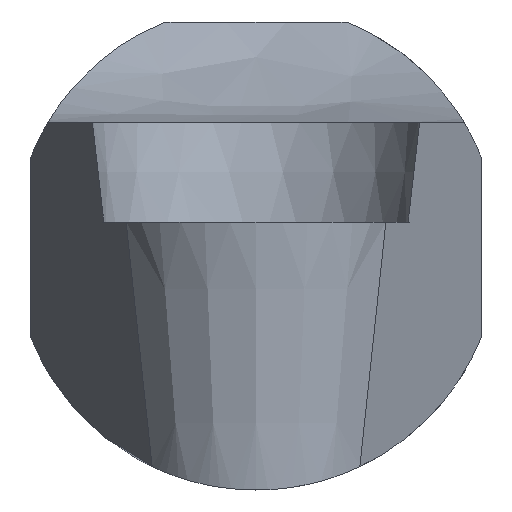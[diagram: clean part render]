
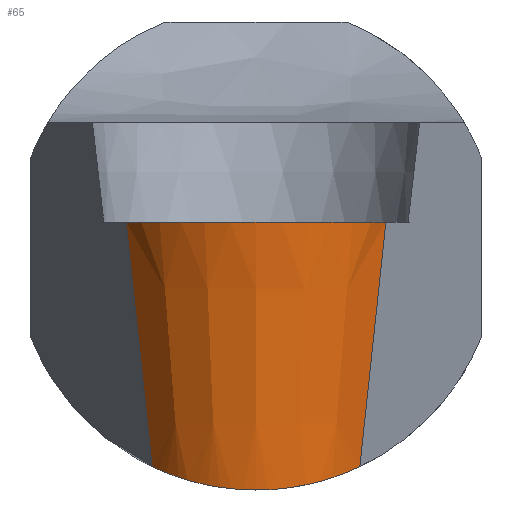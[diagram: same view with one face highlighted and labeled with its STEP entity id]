
A CAD part, left-side view. The second image highlights one B-rep face of the part: STEP entity #65.
In plain terms, the highlighted conical face has half-angle 7 degrees and reference radius 4.812 mm.
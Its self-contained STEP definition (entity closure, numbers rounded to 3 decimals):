
#42=CONICAL_SURFACE('',#313,4.813,7.);
#65=ADVANCED_FACE('',(#87),#42,.T.);
#87=FACE_OUTER_BOUND('',#103,.T.);
#103=EDGE_LOOP('',(#198,#199,#200,#201));
#113=B_SPLINE_CURVE_WITH_KNOTS('',3,(#457,#458,#459,#460,#461,#462,#463,
#464,#465,#466,#467,#468,#469,#470,#471,#472,#473,#474,#475,#476,#477,#478,
#479,#480,#481),.UNSPECIFIED.,.F.,.F.,(4,3,3,3,3,3,3,3,4),(0.,0.044,
0.205,0.354,0.505,0.671,
0.841,0.995,1.),.UNSPECIFIED.);
#130=LINE('',#638,#146);
#131=LINE('',#642,#147);
#146=VECTOR('',#369,1.);
#147=VECTOR('',#372,1.);
#198=ORIENTED_EDGE('',*,*,#278,.F.);
#199=ORIENTED_EDGE('',*,*,#279,.T.);
#200=ORIENTED_EDGE('',*,*,#280,.T.);
#201=ORIENTED_EDGE('',*,*,#267,.F.);
#238=VERTEX_POINT('',#482);
#239=VERTEX_POINT('',#483);
#245=VERTEX_POINT('',#639);
#246=VERTEX_POINT('',#641);
#267=EDGE_CURVE('',#238,#239,#113,.T.);
#278=EDGE_CURVE('',#245,#238,#130,.T.);
#279=EDGE_CURVE('',#245,#246,#291,.T.);
#280=EDGE_CURVE('',#246,#239,#131,.T.);
#291=CIRCLE('',#312,4.325);
#312=AXIS2_PLACEMENT_3D('',#640,#370,#371);
#313=AXIS2_PLACEMENT_3D('',#643,#373,#374);
#369=DIRECTION('',(0.061,0.106,-0.993));
#370=DIRECTION('',(0.,0.,-1.));
#371=DIRECTION('',(-1.,0.,0.));
#372=DIRECTION('',(0.061,-0.106,-0.993));
#373=DIRECTION('',(0.,0.,1.));
#374=DIRECTION('',(1.,0.,0.));
#457=CARTESIAN_POINT('',(3.271,-2.995,-6.327));
#458=CARTESIAN_POINT('',(3.183,-2.941,-6.352));
#459=CARTESIAN_POINT('',(3.098,-2.883,-6.379));
#460=CARTESIAN_POINT('',(3.017,-2.821,-6.406));
#461=CARTESIAN_POINT('',(2.715,-2.595,-6.506));
#462=CARTESIAN_POINT('',(2.45,-2.315,-6.614));
#463=CARTESIAN_POINT('',(2.237,-2.002,-6.708));
#464=CARTESIAN_POINT('',(2.04,-1.711,-6.794));
#465=CARTESIAN_POINT('',(1.883,-1.384,-6.871));
#466=CARTESIAN_POINT('',(1.778,-1.041,-6.922));
#467=CARTESIAN_POINT('',(1.673,-0.695,-6.974));
#468=CARTESIAN_POINT('',(1.62,-0.323,-7.002));
#469=CARTESIAN_POINT('',(1.624,0.042,-7.));
#470=CARTESIAN_POINT('',(1.629,0.442,-6.997));
#471=CARTESIAN_POINT('',(1.703,0.846,-6.959));
#472=CARTESIAN_POINT('',(1.837,1.217,-6.893));
#473=CARTESIAN_POINT('',(1.974,1.597,-6.826));
#474=CARTESIAN_POINT('',(2.178,1.953,-6.73));
#475=CARTESIAN_POINT('',(2.43,2.259,-6.626));
#476=CARTESIAN_POINT('',(2.658,2.537,-6.531));
#477=CARTESIAN_POINT('',(2.933,2.781,-6.427));
#478=CARTESIAN_POINT('',(3.238,2.975,-6.337));
#479=CARTESIAN_POINT('',(3.249,2.982,-6.333));
#480=CARTESIAN_POINT('',(3.26,2.988,-6.33));
#481=CARTESIAN_POINT('',(3.271,2.995,-6.327));
#482=CARTESIAN_POINT('',(3.271,-2.995,-6.327));
#483=CARTESIAN_POINT('',(3.271,2.995,-6.327));
#638=CARTESIAN_POINT('',(2.594,-4.168,4.7));
#639=CARTESIAN_POINT('',(2.837,-3.746,0.73));
#640=CARTESIAN_POINT('',(5.,0.,0.73));
#641=CARTESIAN_POINT('',(2.837,3.746,0.73));
#642=CARTESIAN_POINT('',(2.594,4.168,4.7));
#643=CARTESIAN_POINT('',(5.,0.,4.7));
